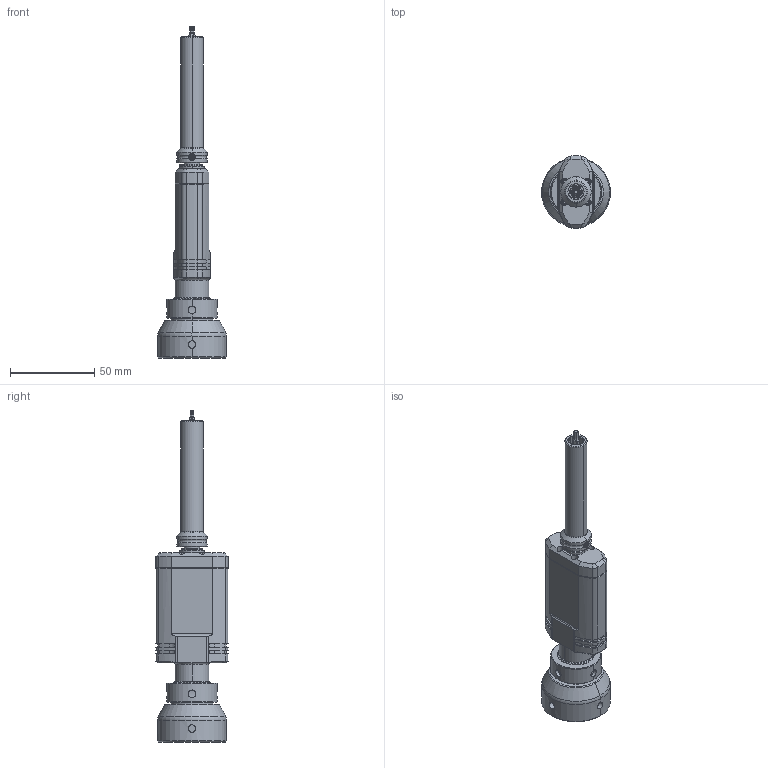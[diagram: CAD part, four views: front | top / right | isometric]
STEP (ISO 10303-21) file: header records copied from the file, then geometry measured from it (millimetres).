
FILE_DESCRIPTION((''),'2;1');
FILE_NAME('3513002349_SW0001','2024-01-12T13:51:27',('INEdipo'),(''),'CREO PARAMETRIC BY PTC INC, 2022414','CREO PARAMETRIC BY PTC INC, 2022414','');
FILE_SCHEMA(('AP242_MANAGED_MODEL_BASED_3D_ENGINEERING_MIM_LF { 1 0 10303 442 1 1 4 }'));
Length unit declared in the file: inch
Products named in the file (1): 3513002349_SW0001
Bounding box: 41 x 42.97 x 197.57 mm (x, y, z)
Volume: 101495 mm3; surface area: 20567.7 mm2
Topology: 1 solids, 1 shells, 1156 faces, 3134 edges, 2046 vertices
Faces by surface type: extrusion 368, plane 349, cylinder 341, cone 76, torus 14, bspline 8
Entity records: 50316 total; most frequent: CARTESIAN_POINT 13118, ORIENTED_EDGE 6268, DIRECTION 4802, EDGE_CURVE 3134, VERTEX_POINT 2046, VECTOR 1842, PRESENTATION_STYLE_ASSIGNMENT 1524, STYLED_ITEM 1524
